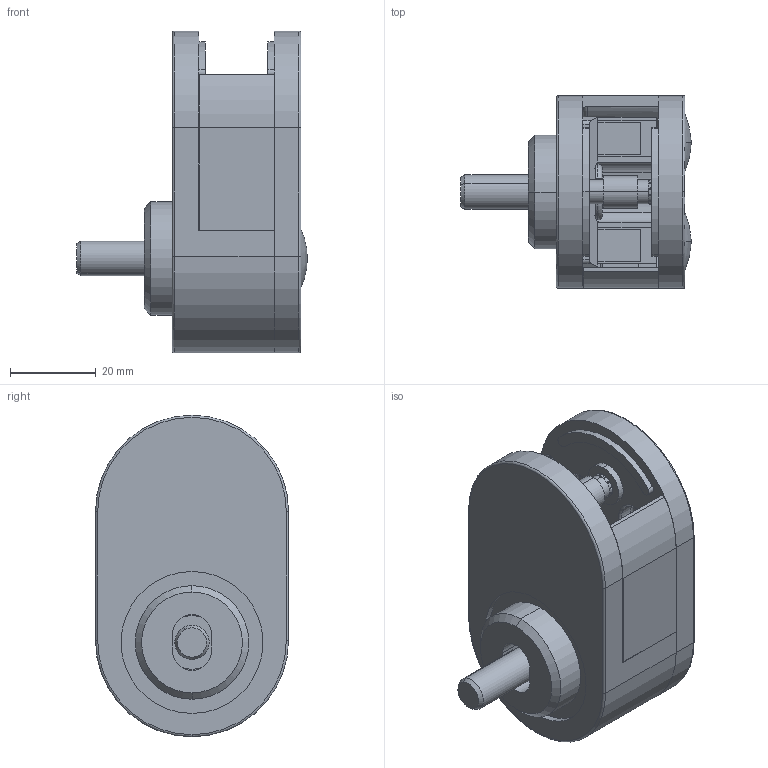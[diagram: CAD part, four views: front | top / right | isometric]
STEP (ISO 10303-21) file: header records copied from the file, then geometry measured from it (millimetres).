
FILE_DESCRIPTION (( 'STEP AP203' ), '1' );
FILE_NAME ('25-EK-V4A.STEP', '2021-03-17T15:23:45', ( '' ), ( '' ), 'SwSTEP 2.0', 'SolidWorks 2018', '' );
FILE_SCHEMA (( 'CONFIG_CONTROL_DESIGN' ));
Length unit declared in the file: millimetre
Products named in the file (27): 25-STIFT_25-STIFT; socket countersunk head screw_din; 25-EK-B-XXX Teil1_25-EK-B-V4A Teil1; 25-EK-B-XXX Teil2; Kappe; 25-EK-V4A; 25-EK-XXX Teil2; 25-EK-XXX Teil3_25-EK-XXX Teil3; 25-STIFT Teil2; 25-EK-B-XXX Konfig_25-EK-B-V4A; 25-STIFT Teil2_25-STIFT Teil2; 25-STIFT Teil1; 25-EK-B-XXX Teil1; socket countersunk head screw_din_DIN 7991 - M6 x 16 --- 16S; 25-EK-B-XXX Teil2_25-EK-B-XXX Teil2; Kappe_GK-P-G; 25-EK-XXX Teil1_25-EK-V4A Teil1; DIN 912 M8x20_M8x25; 25-STIFT Teil1_25-STIFT Teil1; 25-EK-XXX Teil3; 25-EK-XXX Teil2_25-EK-V4A Teil2; DIN 912 M8x20; 25-EK-XXX Teil1
Assembly tree (16 placements, depth 3):
  socket countersunk head screw_din
  25-EK-B-XXX Teil2
  Kappe
  25-EK-V4A
    25-EK-XXX Teil2_25-EK-V4A Teil2
    25-EK-XXX Teil1_25-EK-V4A Teil1
    25-EK-XXX Teil3_25-EK-XXX Teil3  x2
    DIN 912 M8x20_M8x25
    Kappe_GK-P-G  x2
    socket countersunk head screw_din_DIN 7991 - M6 x 16 --- 16S  x2
    25-EK-B-XXX Konfig_25-EK-B-V4A
      25-EK-B-XXX Teil1_25-EK-B-V4A Teil1
      25-EK-B-XXX Teil2_25-EK-B-XXX Teil2
    25-STIFT_25-STIFT
      25-STIFT Teil1_25-STIFT Teil1
      25-STIFT Teil2_25-STIFT Teil2
  25-EK-XXX Teil2
Bounding box: 53.8 x 45 x 75 mm (x, y, z)
Volume: 50934 mm3; surface area: 29591.3 mm2
Topology: 13 solids, 13 shells, 1804 faces, 4654 edges, 3008 vertices
Faces by surface type: plane 930, bspline 363, cylinder 262, cone 151, torus 88, sphere 10
Entity records: 63101 total; most frequent: CARTESIAN_POINT 25245, ORIENTED_EDGE 7774, DIRECTION 6490, EDGE_CURVE 3887, VERTEX_POINT 2514, VECTOR 2510, LINE 2510, AXIS2_PLACEMENT_3D 1990
